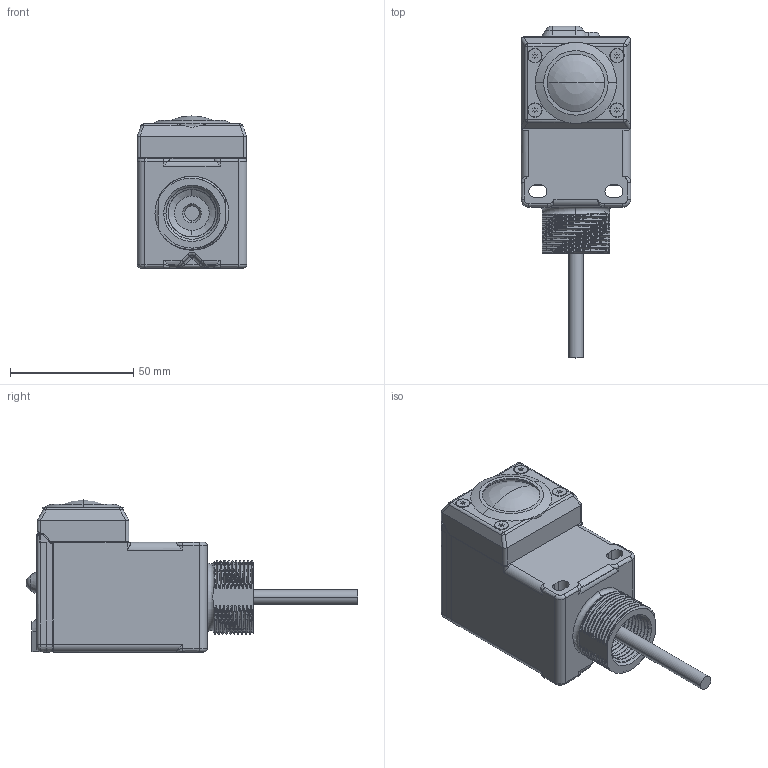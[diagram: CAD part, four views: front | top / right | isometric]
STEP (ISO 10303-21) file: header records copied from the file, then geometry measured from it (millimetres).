
FILE_DESCRIPTION((''),'2;1');
FILE_NAME('156700_SM01_ASM','2022-11-07T08:14:22',('PDMAdmin'),('BANNER ENGINEERING'),'CREO PARAMETRIC BY PTC INC, 2019292','CREO PARAMETRIC BY PTC INC, 2019292','');
FILE_SCHEMA(('CONFIG_CONTROL_DESIGN'));
Products named in the file (3): 156700_EP01; 09459; 156700_SM01_ASM
Assembly tree (2 placements, depth 2):
  156700_SM01_ASM
    156700_EP01
    09459
Bounding box: 44.57 x 134.61 x 61.66 mm (x, y, z)
Volume: 161502.5 mm3; surface area: 31175 mm2
Topology: 2 solids, 2 shells, 726 faces, 1939 edges, 1213 vertices
Faces by surface type: plane 269, cylinder 206, bspline 144, cone 64, torus 28, sphere 15
Entity records: 36668 total; most frequent: CARTESIAN_POINT 19728, ORIENTED_EDGE 3850, DIRECTION 3020, EDGE_CURVE 1925, VERTEX_POINT 1213, VECTOR 1026, LINE 1026, AXIS2_PLACEMENT_3D 997
